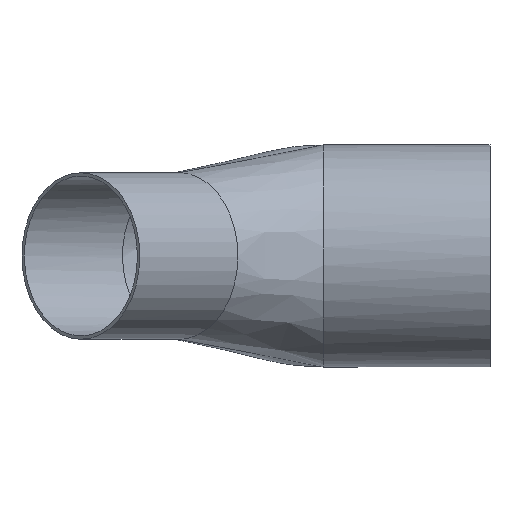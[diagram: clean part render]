
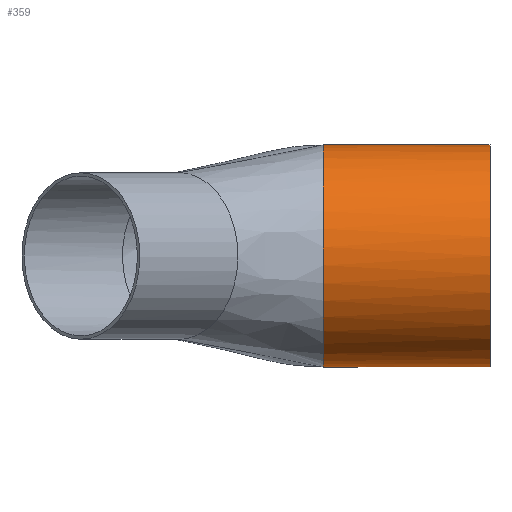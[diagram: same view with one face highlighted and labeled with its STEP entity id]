
A CAD part, left-side view. The second image highlights one B-rep face of the part: STEP entity #359.
In plain terms, the highlighted cylindrical face has radius 50.8 mm (diameter 101.6 mm), a full revolution.
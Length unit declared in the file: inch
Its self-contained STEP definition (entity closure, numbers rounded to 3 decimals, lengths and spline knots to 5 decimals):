
#40=FACE_BOUND('',#82,.T.);
#57=FACE_OUTER_BOUND('',#81,.T.);
#81=EDGE_LOOP('',(#329,#330,#331,#332,#333,#334));
#82=EDGE_LOOP('',(#335));
#120=CIRCLE('',#388,2.);
#121=CIRCLE('',#389,2.);
#122=CIRCLE('',#390,2.);
#128=CIRCLE('',#401,2.);
#129=CIRCLE('',#402,2.);
#130=CIRCLE('',#403,2.);
#131=CIRCLE('',#405,2.);
#162=VERTEX_POINT('',#1089);
#163=VERTEX_POINT('',#1098);
#164=VERTEX_POINT('',#1100);
#165=VERTEX_POINT('',#1102);
#173=VERTEX_POINT('',#1261);
#174=VERTEX_POINT('',#1263);
#175=VERTEX_POINT('',#1343);
#212=EDGE_CURVE('',#162,#163,#120,.T.);
#213=EDGE_CURVE('',#163,#164,#121,.T.);
#214=EDGE_CURVE('',#164,#165,#122,.T.);
#225=EDGE_CURVE('',#165,#173,#128,.T.);
#226=EDGE_CURVE('',#173,#174,#129,.T.);
#227=EDGE_CURVE('',#174,#162,#130,.T.);
#229=EDGE_CURVE('',#175,#175,#131,.T.);
#329=ORIENTED_EDGE('',*,*,#212,.F.);
#330=ORIENTED_EDGE('',*,*,#227,.F.);
#331=ORIENTED_EDGE('',*,*,#226,.F.);
#332=ORIENTED_EDGE('',*,*,#225,.F.);
#333=ORIENTED_EDGE('',*,*,#214,.F.);
#334=ORIENTED_EDGE('',*,*,#213,.F.);
#335=ORIENTED_EDGE('',*,*,#229,.F.);
#343=CYLINDRICAL_SURFACE('',#404,2.);
#359=ADVANCED_FACE('',(#57,#40),#343,.T.);
#388=AXIS2_PLACEMENT_3D('',#1099,#447,#448);
#389=AXIS2_PLACEMENT_3D('',#1101,#449,#450);
#390=AXIS2_PLACEMENT_3D('',#1103,#451,#452);
#401=AXIS2_PLACEMENT_3D('',#1262,#473,#474);
#402=AXIS2_PLACEMENT_3D('',#1264,#475,#476);
#403=AXIS2_PLACEMENT_3D('',#1265,#477,#478);
#404=AXIS2_PLACEMENT_3D('',#1342,#479,#480);
#405=AXIS2_PLACEMENT_3D('',#1344,#481,#482);
#447=DIRECTION('center_axis',(0.,1.,0.));
#448=DIRECTION('ref_axis',(1.,0.,0.));
#449=DIRECTION('center_axis',(0.,1.,0.));
#450=DIRECTION('ref_axis',(1.,0.,0.));
#451=DIRECTION('center_axis',(0.,1.,0.));
#452=DIRECTION('ref_axis',(1.,0.,0.));
#473=DIRECTION('center_axis',(0.,1.,0.));
#474=DIRECTION('ref_axis',(1.,0.,0.));
#475=DIRECTION('center_axis',(0.,1.,0.));
#476=DIRECTION('ref_axis',(1.,0.,0.));
#477=DIRECTION('center_axis',(0.,1.,0.));
#478=DIRECTION('ref_axis',(1.,0.,0.));
#479=DIRECTION('center_axis',(0.,1.,0.));
#480=DIRECTION('ref_axis',(1.,0.,0.));
#481=DIRECTION('center_axis',(0.,-1.,0.));
#482=DIRECTION('ref_axis',(1.,0.,0.));
#1089=CARTESIAN_POINT('',(0.,3.,-2.));
#1098=CARTESIAN_POINT('',(-0.64323,3.,-1.89374));
#1099=CARTESIAN_POINT('Origin',(0.,3.,0.));
#1100=CARTESIAN_POINT('',(-0.64841,3.,1.89197));
#1101=CARTESIAN_POINT('Origin',(0.,3.,0.));
#1102=CARTESIAN_POINT('',(0.,3.,2.));
#1103=CARTESIAN_POINT('Origin',(0.,3.,0.));
#1261=CARTESIAN_POINT('',(0.64841,3.,1.89197));
#1262=CARTESIAN_POINT('Origin',(0.,3.,0.));
#1263=CARTESIAN_POINT('',(0.64323,3.,-1.89374));
#1264=CARTESIAN_POINT('Origin',(0.,3.,0.));
#1265=CARTESIAN_POINT('Origin',(0.,3.,0.));
#1342=CARTESIAN_POINT('Origin',(0.,0.,0.));
#1343=CARTESIAN_POINT('',(-2.,0.,0.));
#1344=CARTESIAN_POINT('Origin',(0.,0.,0.));
